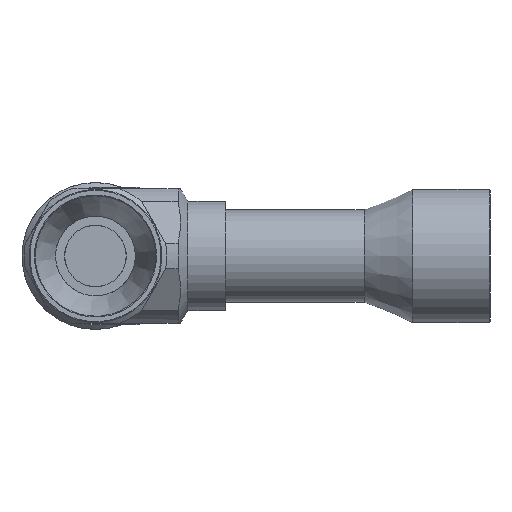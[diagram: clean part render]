
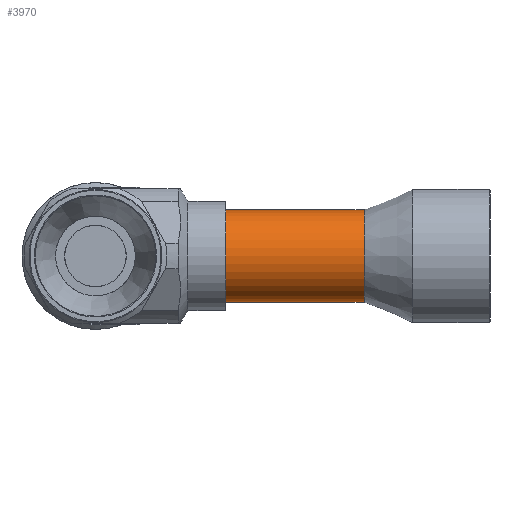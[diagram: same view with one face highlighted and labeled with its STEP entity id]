
A CAD part, front view. The second image highlights one B-rep face of the part: STEP entity #3970.
In plain terms, the highlighted cylindrical face has radius 11 mm (diameter 22 mm), a full revolution.
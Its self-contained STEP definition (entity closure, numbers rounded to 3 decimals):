
#3143=CARTESIAN_POINT('',(-37.2,-1.147,35.25));
#3144=VERTEX_POINT('',#3143);
#3145=CARTESIAN_POINT('',(-37.2,-12.147,35.25));
#3146=DIRECTION('',(1.,-0.,0.));
#3147=DIRECTION('',(0.,1.,0.));
#3148=AXIS2_PLACEMENT_3D('',#3145,#3146,#3147);
#3149=CIRCLE('',#3148,11.);
#3150=EDGE_CURVE('NONE',#3144,#3144,#3149,.T.);
#3923=CARTESIAN_POINT('',(-4.212,-1.147,35.25));
#3924=VERTEX_POINT('',#3923);
#3931=CARTESIAN_POINT('',(-4.212,-23.147,35.25));
#3932=VERTEX_POINT('',#3931);
#3933=CARTESIAN_POINT('',(-4.212,-12.147,35.25));
#3934=DIRECTION('',(1.,-0.,0.));
#3935=DIRECTION('',(0.,1.,0.));
#3936=AXIS2_PLACEMENT_3D('',#3933,#3934,#3935);
#3937=CIRCLE('',#3936,11.);
#3938=EDGE_CURVE('NONE',#3924,#3932,#3937,.T.);
#3940=CARTESIAN_POINT('',(-4.212,-12.147,35.25));
#3941=DIRECTION('',(1.,-0.,0.));
#3942=DIRECTION('',(0.,1.,0.));
#3943=AXIS2_PLACEMENT_3D('',#3940,#3941,#3942);
#3944=CIRCLE('',#3943,11.);
#3945=EDGE_CURVE('NONE',#3932,#3924,#3944,.T.);
#3953=CARTESIAN_POINT('',(-0.291,-12.147,35.25));
#3954=DIRECTION('',(1.,-0.,0.));
#3955=DIRECTION('',(0.,1.,0.));
#3956=AXIS2_PLACEMENT_3D('',#3953,#3954,#3955);
#3957=CYLINDRICAL_SURFACE('',#3956,11.);
#3958=CARTESIAN_POINT('',(-4.212,-1.147,35.25));
#3959=DIRECTION('',(-1.,0.,-0.));
#3960=VECTOR('',#3959,32.988);
#3961=LINE('',#3958,#3960);
#3962=EDGE_CURVE('',#3924,#3144,#3961,.T.);
#3963=ORIENTED_EDGE('',*,*,#3962,.T.);
#3964=ORIENTED_EDGE('',*,*,#3150,.T.);
#3965=ORIENTED_EDGE('',*,*,#3962,.F.);
#3966=ORIENTED_EDGE('',*,*,#3945,.F.);
#3967=ORIENTED_EDGE('',*,*,#3938,.F.);
#3968=EDGE_LOOP('',(#3963,#3964,#3965,#3966,#3967));
#3969=FACE_BOUND('',#3968,.T.);
#3970=ADVANCED_FACE('',(#3969),#3957,.T.);
